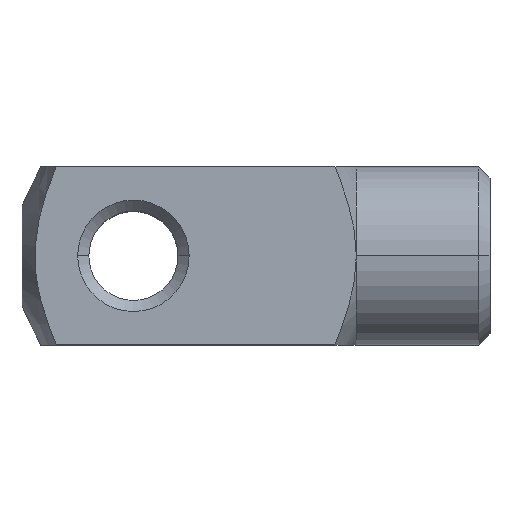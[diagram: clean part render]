
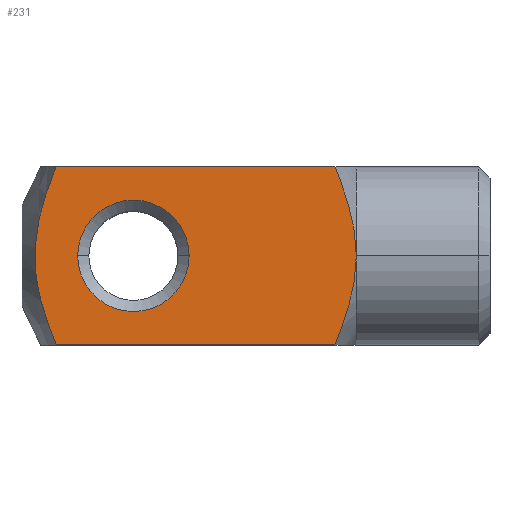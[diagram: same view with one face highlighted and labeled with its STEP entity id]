
A CAD part, top view. The second image highlights one B-rep face of the part: STEP entity #231.
In plain terms, the highlighted planar face has unit normal (0, 0, 1).
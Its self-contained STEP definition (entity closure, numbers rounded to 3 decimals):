
#4 = ORIENTED_EDGE ( 'NONE', *, *, #961, .F. ) ;
#10 = EDGE_CURVE ( 'NONE', #1039, #1273, #1150, .T. ) ;
#18 = FACE_OUTER_BOUND ( 'NONE', #856, .T. ) ;
#19 = CARTESIAN_POINT ( 'NONE',  ( 10., 0., 4. ) ) ;
#38 = DIRECTION ( 'NONE',  ( 0., 0., -1. ) ) ;
#50 = CARTESIAN_POINT ( 'NONE',  ( -3.597, -3.679, 4. ) ) ;
#73 = CARTESIAN_POINT ( 'NONE',  ( 16., -4., 4. ) ) ;
#80 = ORIENTED_EDGE ( 'NONE', *, *, #765, .T. ) ;
#81 = ORIENTED_EDGE ( 'NONE', *, *, #544, .F. ) ;
#84 = PLANE ( 'NONE',  #1184 ) ;
#106 = B_SPLINE_CURVE_WITH_KNOTS ( 'NONE', 3,
 ( #1253, #1245, #269, #1051, #463, #164, #565, #264, #472, #1138, #177, #954, #50, #837 ),
 .UNSPECIFIED., .F., .F.,
 ( 4, 2, 2, 2, 2, 2, 4 ),
 ( 0., 0.002, 0.003, 0.004, 0.006, 0.007, 0.008 ),
 .UNSPECIFIED. ) ;
#125 = CARTESIAN_POINT ( 'NONE',  ( 9.043, -4., 4. ) ) ;
#132 = DIRECTION ( 'NONE',  ( -1., 0., 0. ) ) ;
#150 = DIRECTION ( 'NONE',  ( 0., 0., -1. ) ) ;
#155 = B_SPLINE_CURVE_WITH_KNOTS ( 'NONE', 3,
 ( #125, #1106, #320, #232, #816, #19 ),
 .UNSPECIFIED., .F., .F.,
 ( 4, 2, 4 ),
 ( 0., 0.002, 0.004 ),
 .UNSPECIFIED. ) ;
#164 = CARTESIAN_POINT ( 'NONE',  ( -4.396, 0.694, 4. ) ) ;
#177 = CARTESIAN_POINT ( 'NONE',  ( -3.949, -2.701, 4. ) ) ;
#182 = CARTESIAN_POINT ( 'NONE',  ( 9.89, 1.383, 4. ) ) ;
#185 = CARTESIAN_POINT ( 'NONE',  ( 5.5, 0., 4. ) ) ;
#186 = CARTESIAN_POINT ( 'NONE',  ( 9.306, 3.358, 4. ) ) ;
#188 = VERTEX_POINT ( 'NONE', #318 ) ;
#197 = CARTESIAN_POINT ( 'NONE',  ( 10., 0., 4. ) ) ;
#198 = ORIENTED_EDGE ( 'NONE', *, *, #804, .F. ) ;
#228 = VERTEX_POINT ( 'NONE', #787 ) ;
#231 = ADVANCED_FACE ( 'NONE', ( #18, #548 ), #84, .T. ) ;
#232 = CARTESIAN_POINT ( 'NONE',  ( 9.89, -1.383, 4. ) ) ;
#235 = AXIS2_PLACEMENT_3D ( 'NONE', #1247, #150, #750 ) ;
#251 = VERTEX_POINT ( 'NONE', #197 ) ;
#264 = CARTESIAN_POINT ( 'NONE',  ( -4.423, -0.688, 4. ) ) ;
#269 = CARTESIAN_POINT ( 'NONE',  ( -3.963, 2.712, 4. ) ) ;
#280 = B_SPLINE_CURVE_WITH_KNOTS ( 'NONE', 3,
 ( #1034, #186, #1274, #182, #1062, #764 ),
 .UNSPECIFIED., .F., .F.,
 ( 4, 2, 4 ),
 ( 0., 0.002, 0.004 ),
 .UNSPECIFIED. ) ;
#318 = CARTESIAN_POINT ( 'NONE',  ( 9.043, 4., 4. ) ) ;
#320 = CARTESIAN_POINT ( 'NONE',  ( 9.541, -2.709, 4. ) ) ;
#331 = LINE ( 'NONE', #846, #709 ) ;
#367 = AXIS2_PLACEMENT_3D ( 'NONE', #1243, #38, #716 ) ;
#386 = DIRECTION ( 'NONE',  ( 1., 0., 0. ) ) ;
#405 = CARTESIAN_POINT ( 'NONE',  ( 9.043, -4., 4. ) ) ;
#409 = CARTESIAN_POINT ( 'NONE',  ( 2.5, 0., 4. ) ) ;
#461 = ORIENTED_EDGE ( 'NONE', *, *, #602, .T. ) ;
#463 = CARTESIAN_POINT ( 'NONE',  ( -4.297, 1.379, 4. ) ) ;
#471 = CIRCLE ( 'NONE', #235, 2.5 ) ;
#472 = CARTESIAN_POINT ( 'NONE',  ( -4.316, -1.365, 4. ) ) ;
#487 = ORIENTED_EDGE ( 'NONE', *, *, #10, .T. ) ;
#495 = CARTESIAN_POINT ( 'NONE',  ( -3.466, 4., 4. ) ) ;
#544 = EDGE_CURVE ( 'NONE', #1240, #228, #1222, .T. ) ;
#548 = FACE_BOUND ( 'NONE', #668, .T. ) ;
#565 = CARTESIAN_POINT ( 'NONE',  ( -4.423, 0.344, 4. ) ) ;
#602 = EDGE_CURVE ( 'NONE', #1240, #251, #155, .T. ) ;
#635 = ORIENTED_EDGE ( 'NONE', *, *, #737, .T. ) ;
#668 = EDGE_LOOP ( 'NONE', ( #635, #487 ) ) ;
#709 = VECTOR ( 'NONE', #386, 1000. ) ;
#716 = DIRECTION ( 'NONE',  ( 1., 0., 0. ) ) ;
#718 = VECTOR ( 'NONE', #132, 1000. ) ;
#737 = EDGE_CURVE ( 'NONE', #1273, #1039, #471, .T. ) ;
#750 = DIRECTION ( 'NONE',  ( 1., 0., 0. ) ) ;
#764 = CARTESIAN_POINT ( 'NONE',  ( 10., 0., 4. ) ) ;
#765 = EDGE_CURVE ( 'NONE', #1078, #228, #106, .T. ) ;
#777 = DIRECTION ( 'NONE',  ( 1., 0., 0. ) ) ;
#787 = CARTESIAN_POINT ( 'NONE',  ( -3.466, -4., 4. ) ) ;
#804 = EDGE_CURVE ( 'NONE', #188, #251, #280, .T. ) ;
#816 = CARTESIAN_POINT ( 'NONE',  ( 10., -0.705, 4. ) ) ;
#837 = CARTESIAN_POINT ( 'NONE',  ( -3.466, -4., 4. ) ) ;
#846 = CARTESIAN_POINT ( 'NONE',  ( -5., 4., 4. ) ) ;
#856 = EDGE_LOOP ( 'NONE', ( #80, #81, #461, #198, #4 ) ) ;
#857 = CARTESIAN_POINT ( 'NONE',  ( -2.5, 0., 4. ) ) ;
#954 = CARTESIAN_POINT ( 'NONE',  ( -3.721, -3.355, 4. ) ) ;
#961 = EDGE_CURVE ( 'NONE', #1078, #188, #331, .T. ) ;
#1034 = CARTESIAN_POINT ( 'NONE',  ( 9.043, 4., 4. ) ) ;
#1039 = VERTEX_POINT ( 'NONE', #857 ) ;
#1051 = CARTESIAN_POINT ( 'NONE',  ( -4.225, 1.716, 4. ) ) ;
#1062 = CARTESIAN_POINT ( 'NONE',  ( 10., 0.705, 4. ) ) ;
#1078 = VERTEX_POINT ( 'NONE', #495 ) ;
#1106 = CARTESIAN_POINT ( 'NONE',  ( 9.306, -3.358, 4. ) ) ;
#1138 = CARTESIAN_POINT ( 'NONE',  ( -4.053, -2.369, 4. ) ) ;
#1150 = CIRCLE ( 'NONE', #367, 2.5 ) ;
#1184 = AXIS2_PLACEMENT_3D ( 'NONE', #185, #1283, #777 ) ;
#1222 = LINE ( 'NONE', #73, #718 ) ;
#1240 = VERTEX_POINT ( 'NONE', #405 ) ;
#1243 = CARTESIAN_POINT ( 'NONE',  ( 0., 0., 4. ) ) ;
#1245 = CARTESIAN_POINT ( 'NONE',  ( -3.727, 3.36, 4. ) ) ;
#1247 = CARTESIAN_POINT ( 'NONE',  ( 0., 0., 4. ) ) ;
#1253 = CARTESIAN_POINT ( 'NONE',  ( -3.466, 4., 4. ) ) ;
#1273 = VERTEX_POINT ( 'NONE', #409 ) ;
#1274 = CARTESIAN_POINT ( 'NONE',  ( 9.541, 2.709, 4. ) ) ;
#1283 = DIRECTION ( 'NONE',  ( 0., 0., 1. ) ) ;
